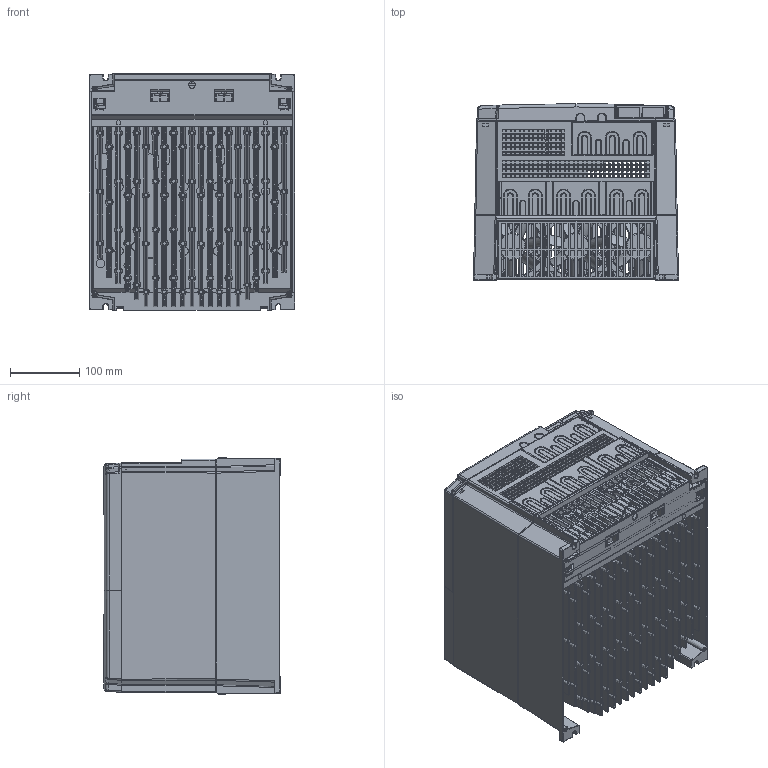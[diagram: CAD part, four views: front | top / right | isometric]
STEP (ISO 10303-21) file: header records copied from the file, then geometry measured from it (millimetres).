
FILE_DESCRIPTION (( 'STEP AP214' ), '1' );
FILE_NAME ('H0.F5.T00-0000 KEB-COMBIVERT.STEP', '2010-05-17T10:03:58', ( 'KEB' ), ( 'Karl E. Brinkmann GmbH' ), 'SwSTEP 2.0', 'SolidWorks 2007', '' );
FILE_SCHEMA (( 'AUTOMOTIVE_DESIGN' ));
Length unit declared in the file: millimetre
Products named in the file (2): H0.F5.T00-0000 KEB-COMBIVERT; H0.F5.T00-0000 KEB-COMBIVERT.sldasm-Part-1_Standard
Assembly tree (1 placements, depth 2):
  H0.F5.T00-0000 KEB-COMBIVERT
    H0.F5.T00-0000 KEB-COMBIVERT.sldasm-Part-1_Standard
Bounding box: 296.99 x 255 x 341.8 mm (x, y, z)
Surface area: 1858304.1 mm2 (no closed solid volume)
Topology: 0 solids, 122 shells, 3626 faces, 15720 edges, 11553 vertices
Faces by surface type: plane 2238, cylinder 680, cone 266, torus 264, bspline 173, sphere 5
Entity records: 196004 total; most frequent: CARTESIAN_POINT 53182, ORIENTED_EDGE 23569, DIRECTION 22756, EDGE_CURVE 15702, VERTEX_POINT 11553, VECTOR 11176, LINE 11176, AXIS2_PLACEMENT_3D 5790
